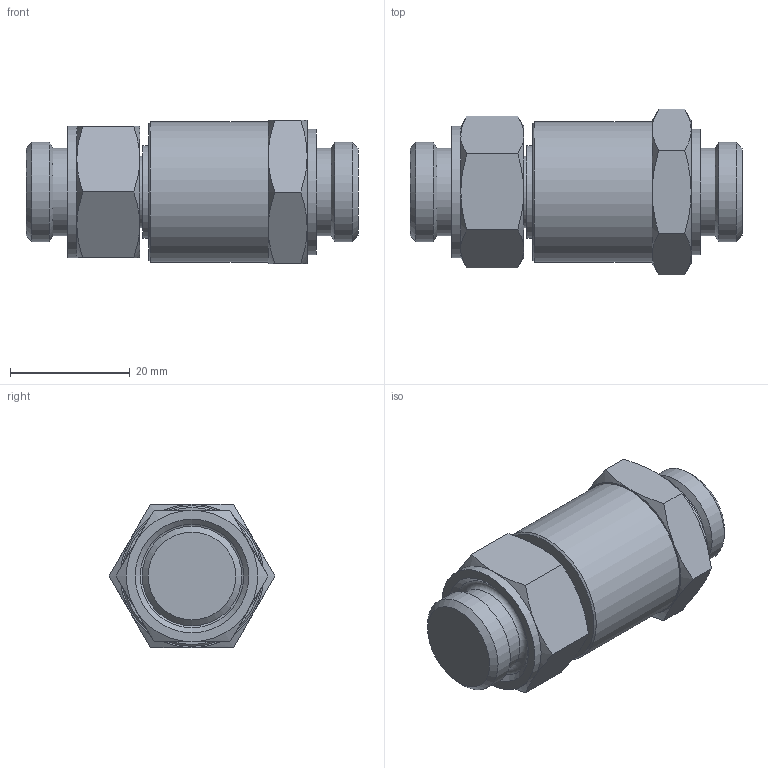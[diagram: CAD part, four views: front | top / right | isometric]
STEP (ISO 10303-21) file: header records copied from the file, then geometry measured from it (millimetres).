
FILE_DESCRIPTION((''),'2;1');
FILE_NAME('NHRS G03-G03.stp','2016-07-08T16:24:41',('Administrator'),(''),'Autodesk Inventor 2013','Autodesk Inventor 2013','');
FILE_SCHEMA(('CONFIG_CONTROL_DESIGN'));
Length unit declared in the file: millimetre
Products named in the file (3): NHRS G03-G03; HOUSING H12-G03; NHRS BODY H12-G3_8
Assembly tree (2 placements, depth 2):
  NHRS G03-G03
    HOUSING H12-G03
    NHRS BODY H12-G3_8
Bounding box: 55.5 x 27.71 x 24 mm (x, y, z)
Volume: 20159.2 mm3; surface area: 5717.9 mm2
Topology: 2 solids, 2 shells, 64 faces, 127 edges, 73 vertices
Faces by surface type: cone 31, plane 22, cylinder 9, torus 2
Full cylindrical faces by diameter (mm): 12 x1, 14.6 x2, 15.5 x1, 16.66 x2, 21 x1, 22 x1, 23.5 x1
Entity records: 1554 total; most frequent: CARTESIAN_POINT 345, DIRECTION 246, ORIENTED_EDGE 216, AXIS2_PLACEMENT_3D 117, EDGE_CURVE 108, EDGE_LOOP 88, VERTEX_POINT 72, FACE_OUTER_BOUND 64
